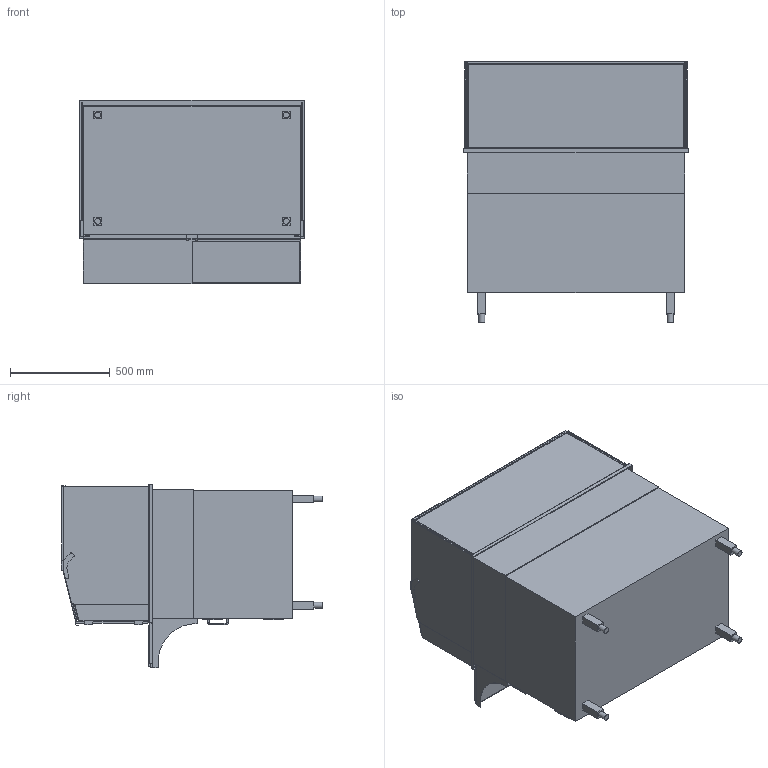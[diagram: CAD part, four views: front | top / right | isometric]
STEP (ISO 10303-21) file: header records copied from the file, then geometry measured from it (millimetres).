
FILE_DESCRIPTION (( 'STEP AP214' ), '1' );
FILE_NAME ('EU535391_Deep Comfort E-112-45.STEP', '2022-06-03T09:15:45', ( '' ), ( '' ), 'SwSTEP 2.0', 'SolidWorks 2017', '' );
FILE_SCHEMA (( 'AUTOMOTIVE_DESIGN' ));
Length unit declared in the file: millimetre
Products named in the file (1): EU535391_Deep Comfort E-112-45
Bounding box: 1125 x 1309 x 919 mm (x, y, z)
Volume: 115310350.2 mm3; surface area: 18695493.1 mm2
Topology: 55 solids, 55 shells, 534 faces, 1244 edges, 826 vertices
Faces by surface type: plane 462, cylinder 68, torus 4
Full cylindrical faces by diameter (mm): 8 x6, 30 x4
Entity records: 16270 total; most frequent: CARTESIAN_POINT 2615, ORIENTED_EDGE 2460, DIRECTION 2428, EDGE_CURVE 1230, LINE 1086, VECTOR 1086, VERTEX_POINT 826, AXIS2_PLACEMENT_3D 671
